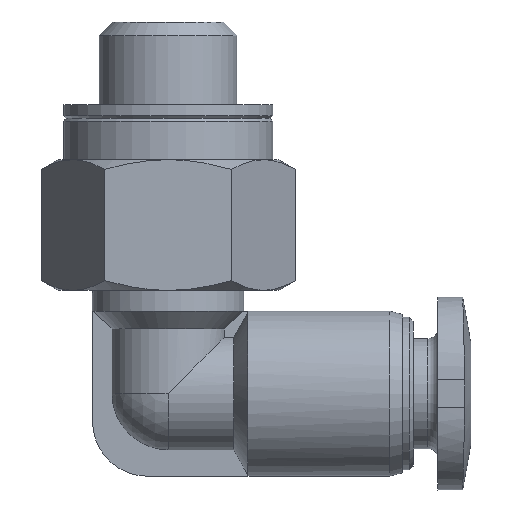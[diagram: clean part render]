
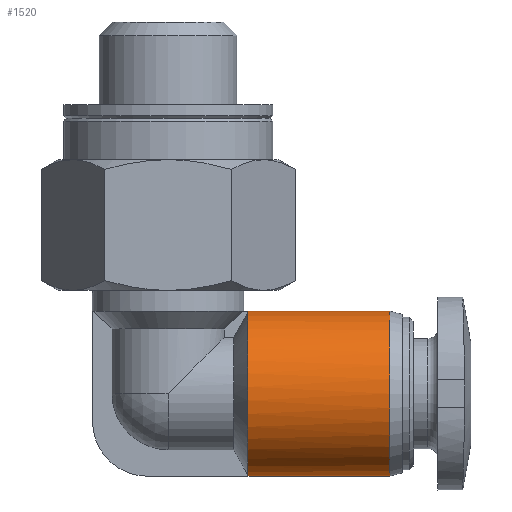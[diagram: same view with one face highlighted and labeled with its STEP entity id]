
A CAD part, front view. The second image highlights one B-rep face of the part: STEP entity #1520.
In plain terms, the highlighted cylindrical face has radius 3 mm (diameter 6 mm), a full revolution.
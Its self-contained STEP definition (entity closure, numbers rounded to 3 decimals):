
#141=CYLINDRICAL_SURFACE('',#1630,3.);
#172=CIRCLE('',#1612,3.);
#182=CIRCLE('',#1629,3.);
#183=CIRCLE('',#1631,3.);
#184=CIRCLE('',#1632,3.);
#185=CIRCLE('',#1633,3.);
#186=CIRCLE('',#1634,3.);
#187=CIRCLE('',#1635,3.);
#292=ORIENTED_EDGE('',*,*,#565,.F.);
#293=ORIENTED_EDGE('',*,*,#566,.T.);
#294=ORIENTED_EDGE('',*,*,#563,.T.);
#295=ORIENTED_EDGE('',*,*,#567,.T.);
#296=ORIENTED_EDGE('',*,*,#568,.T.);
#297=ORIENTED_EDGE('',*,*,#542,.T.);
#298=ORIENTED_EDGE('',*,*,#569,.T.);
#542=EDGE_CURVE('',#669,#668,#172,.T.);
#563=EDGE_CURVE('',#686,#685,#182,.T.);
#565=EDGE_CURVE('',#687,#687,#183,.T.);
#566=EDGE_CURVE('',#688,#686,#184,.T.);
#567=EDGE_CURVE('',#685,#689,#185,.T.);
#568=EDGE_CURVE('',#689,#669,#186,.T.);
#569=EDGE_CURVE('',#668,#688,#187,.T.);
#668=VERTEX_POINT('',#2201);
#669=VERTEX_POINT('',#2203);
#685=VERTEX_POINT('',#2257);
#686=VERTEX_POINT('',#2259);
#687=VERTEX_POINT('',#2266);
#688=VERTEX_POINT('',#2268);
#689=VERTEX_POINT('',#2270);
#788=EDGE_LOOP('',(#292));
#789=EDGE_LOOP('',(#293,#294,#295,#296,#297,#298));
#887=FACE_BOUND('',#788,.T.);
#888=FACE_BOUND('',#789,.T.);
#1520=ADVANCED_FACE('',(#887,#888),#141,.T.);
#1612=AXIS2_PLACEMENT_3D('',#2202,#1789,#1790);
#1629=AXIS2_PLACEMENT_3D('',#2258,#1829,#1830);
#1630=AXIS2_PLACEMENT_3D('',#2264,#1831,#1832);
#1631=AXIS2_PLACEMENT_3D('',#2265,#1833,#1834);
#1632=AXIS2_PLACEMENT_3D('',#2267,#1835,#1836);
#1633=AXIS2_PLACEMENT_3D('',#2269,#1837,#1838);
#1634=AXIS2_PLACEMENT_3D('',#2271,#1839,#1840);
#1635=AXIS2_PLACEMENT_3D('',#2272,#1841,#1842);
#1789=DIRECTION('',(1.,0.,0.));
#1790=DIRECTION('',(0.,0.,-1.));
#1829=DIRECTION('',(1.,0.,0.));
#1830=DIRECTION('',(0.,0.,-1.));
#1831=DIRECTION('',(1.,0.,0.));
#1832=DIRECTION('',(0.,0.,-1.));
#1833=DIRECTION('',(1.,0.,0.));
#1834=DIRECTION('',(0.,0.,-1.));
#1835=DIRECTION('',(1.,0.,0.));
#1836=DIRECTION('',(0.,0.,-1.));
#1837=DIRECTION('',(1.,0.,0.));
#1838=DIRECTION('',(0.,0.,-1.));
#1839=DIRECTION('',(1.,0.,0.));
#1840=DIRECTION('',(0.,0.,-1.));
#1841=DIRECTION('',(1.,0.,0.));
#1842=DIRECTION('',(0.,0.,-1.));
#2201=CARTESIAN_POINT('',(2.9,-0.5,-2.958));
#2202=CARTESIAN_POINT('',(2.9,0.,0.));
#2203=CARTESIAN_POINT('',(2.9,-0.5,2.958));
#2257=CARTESIAN_POINT('',(2.9,0.5,2.958));
#2258=CARTESIAN_POINT('',(2.9,0.,0.));
#2259=CARTESIAN_POINT('',(2.9,0.5,-2.958));
#2264=CARTESIAN_POINT('',(11.,0.,0.));
#2265=CARTESIAN_POINT('',(8.043,0.,0.));
#2266=CARTESIAN_POINT('',(8.043,0.,-3.));
#2267=CARTESIAN_POINT('',(2.9,0.,0.));
#2268=CARTESIAN_POINT('',(2.9,0.,-3.));
#2269=CARTESIAN_POINT('',(2.9,0.,0.));
#2270=CARTESIAN_POINT('',(2.9,0.,3.));
#2271=CARTESIAN_POINT('',(2.9,0.,0.));
#2272=CARTESIAN_POINT('',(2.9,0.,0.));
